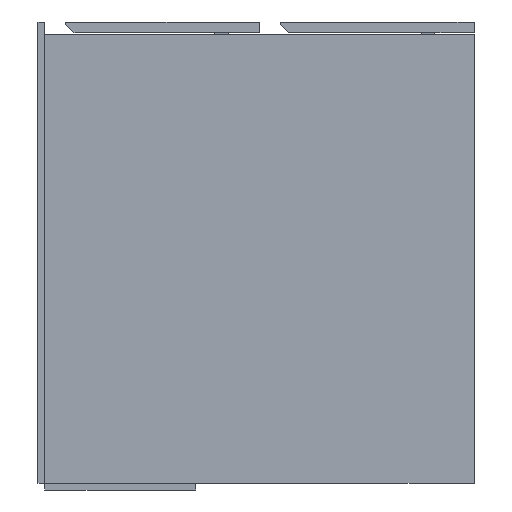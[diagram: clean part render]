
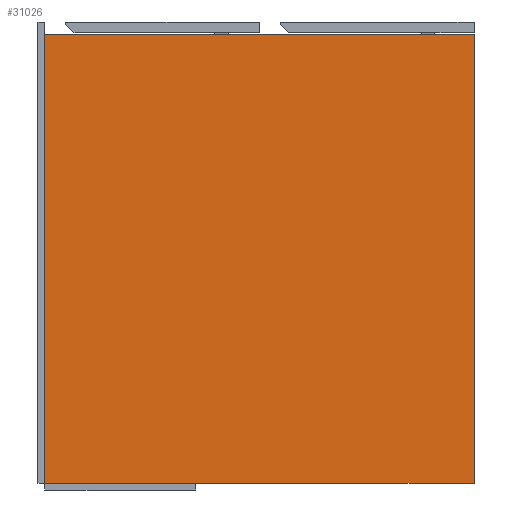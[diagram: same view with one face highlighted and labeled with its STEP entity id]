
A CAD part, left-side view. The second image highlights one B-rep face of the part: STEP entity #31026.
In plain terms, the highlighted planar face has unit normal (-1, 0, 0).
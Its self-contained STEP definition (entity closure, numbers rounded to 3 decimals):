
#1517 = CARTESIAN_POINT ( 'NONE',  ( 2., 512., -550. ) ) ;
#3492 = CARTESIAN_POINT ( 'NONE',  ( 2., 512., -15. ) ) ;
#4213 = ORIENTED_EDGE ( 'NONE', *, *, #33314, .F. ) ;
#5978 = CARTESIAN_POINT ( 'NONE',  ( 2., 1047.337, -550. ) ) ;
#6110 = VECTOR ( 'NONE', #38775, 1000. ) ;
#7761 = DIRECTION ( 'NONE',  ( 0., 0., -1. ) ) ;
#8210 = VECTOR ( 'NONE', #20419, 1000. ) ;
#9758 = EDGE_CURVE ( 'NONE', #29614, #19506, #61014, .T. ) ;
#9954 = VERTEX_POINT ( 'NONE', #31098 ) ;
#11633 = CARTESIAN_POINT ( 'NONE',  ( 2., 0., -550. ) ) ;
#12408 = PLANE ( 'NONE',  #49655 ) ;
#16865 = LINE ( 'NONE', #35732, #36561 ) ;
#19207 = ORIENTED_EDGE ( 'NONE', *, *, #26553, .T. ) ;
#19506 = VERTEX_POINT ( 'NONE', #39789 ) ;
#20066 = EDGE_CURVE ( 'NONE', #29201, #9954, #16865, .T. ) ;
#20419 = DIRECTION ( 'NONE',  ( 0., 0., 1. ) ) ;
#26553 = EDGE_CURVE ( 'NONE', #19506, #9954, #53975, .T. ) ;
#29201 = VERTEX_POINT ( 'NONE', #3492 ) ;
#29614 = VERTEX_POINT ( 'NONE', #42140 ) ;
#30514 = DIRECTION ( 'NONE',  ( 0., 0., 1. ) ) ;
#31026 = ADVANCED_FACE ( 'NONE', ( #54757 ), #12408, .F. ) ;
#31098 = CARTESIAN_POINT ( 'NONE',  ( 2., 0., -15. ) ) ;
#31281 = CARTESIAN_POINT ( 'NONE',  ( 2., 1047.337, -550. ) ) ;
#32573 = EDGE_LOOP ( 'NONE', ( #4213, #51069, #19207, #35892 ) ) ;
#33314 = EDGE_CURVE ( 'NONE', #29614, #29201, #43918, .T. ) ;
#35732 = CARTESIAN_POINT ( 'NONE',  ( 2., 1047.337, -15. ) ) ;
#35892 = ORIENTED_EDGE ( 'NONE', *, *, #20066, .F. ) ;
#36561 = VECTOR ( 'NONE', #54579, 1000. ) ;
#38775 = DIRECTION ( 'NONE',  ( 0., -1., 0. ) ) ;
#39789 = CARTESIAN_POINT ( 'NONE',  ( 2., 0., -550. ) ) ;
#42140 = CARTESIAN_POINT ( 'NONE',  ( 2., 512., -550. ) ) ;
#43918 = LINE ( 'NONE', #1517, #8210 ) ;
#44690 = VECTOR ( 'NONE', #30514, 1000. ) ;
#49655 = AXIS2_PLACEMENT_3D ( 'NONE', #31281, #50115, #7761 ) ;
#50115 = DIRECTION ( 'NONE',  ( 1., 0., 0. ) ) ;
#51069 = ORIENTED_EDGE ( 'NONE', *, *, #9758, .T. ) ;
#53975 = LINE ( 'NONE', #11633, #44690 ) ;
#54579 = DIRECTION ( 'NONE',  ( 0., -1., 0. ) ) ;
#54757 = FACE_OUTER_BOUND ( 'NONE', #32573, .T. ) ;
#61014 = LINE ( 'NONE', #5978, #6110 ) ;
